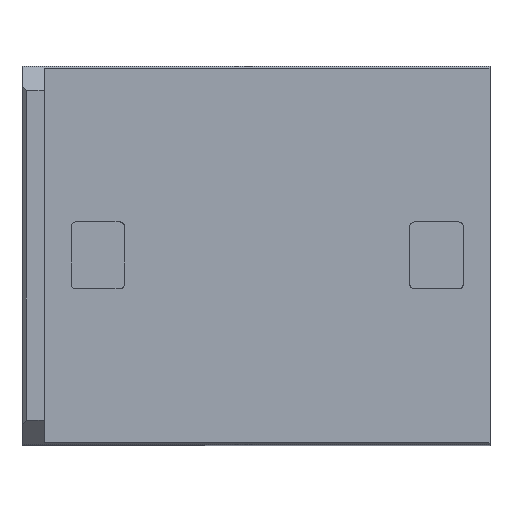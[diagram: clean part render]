
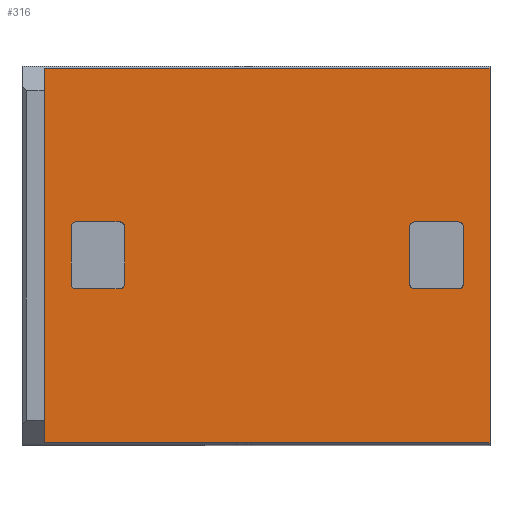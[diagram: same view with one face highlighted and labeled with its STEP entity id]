
A CAD part, top view. The second image highlights one B-rep face of the part: STEP entity #316.
In plain terms, the highlighted planar face has unit normal (0, 0, 1).
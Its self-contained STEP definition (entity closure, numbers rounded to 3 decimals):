
#86=LINE('',#1517,#171);
#90=LINE('',#1527,#175);
#93=LINE('',#1535,#178);
#96=LINE('',#1543,#181);
#102=LINE('',#1566,#187);
#106=LINE('',#1576,#191);
#109=LINE('',#1584,#194);
#112=LINE('',#1592,#197);
#119=LINE('',#1609,#204);
#121=LINE('',#1613,#206);
#154=LINE('',#1679,#239);
#155=LINE('',#1681,#240);
#171=VECTOR('',#1048,1.);
#175=VECTOR('',#1058,1.);
#178=VECTOR('',#1067,1.);
#181=VECTOR('',#1076,1.);
#187=VECTOR('',#1098,1.);
#191=VECTOR('',#1108,1.);
#194=VECTOR('',#1117,1.);
#197=VECTOR('',#1126,1.);
#204=VECTOR('',#1139,1.);
#206=VECTOR('',#1143,1.);
#239=VECTOR('',#1196,1.);
#240=VECTOR('',#1199,1.);
#269=PLANE('',#980);
#316=ADVANCED_FACE('',(#372,#373,#374),#269,.F.);
#350=CIRCLE('',#940,1.);
#351=CIRCLE('',#943,1.);
#352=CIRCLE('',#946,1.);
#353=CIRCLE('',#949,1.);
#358=CIRCLE('',#957,1.);
#359=CIRCLE('',#960,1.);
#360=CIRCLE('',#963,1.);
#361=CIRCLE('',#966,1.);
#372=FACE_BOUND('',#426,.T.);
#373=FACE_BOUND('',#427,.T.);
#374=FACE_BOUND('',#428,.T.);
#426=EDGE_LOOP('',(#616,#617,#618,#619,#620,#621,#622,#623));
#427=EDGE_LOOP('',(#624,#625,#626,#627,#628,#629,#630,#631));
#428=EDGE_LOOP('',(#632,#633,#634,#635));
#616=ORIENTED_EDGE('',*,*,#793,.T.);
#617=ORIENTED_EDGE('',*,*,#808,.T.);
#618=ORIENTED_EDGE('',*,*,#806,.T.);
#619=ORIENTED_EDGE('',*,*,#804,.T.);
#620=ORIENTED_EDGE('',*,*,#802,.T.);
#621=ORIENTED_EDGE('',*,*,#800,.T.);
#622=ORIENTED_EDGE('',*,*,#798,.T.);
#623=ORIENTED_EDGE('',*,*,#796,.T.);
#624=ORIENTED_EDGE('',*,*,#817,.T.);
#625=ORIENTED_EDGE('',*,*,#832,.T.);
#626=ORIENTED_EDGE('',*,*,#830,.T.);
#627=ORIENTED_EDGE('',*,*,#828,.T.);
#628=ORIENTED_EDGE('',*,*,#826,.T.);
#629=ORIENTED_EDGE('',*,*,#824,.T.);
#630=ORIENTED_EDGE('',*,*,#822,.T.);
#631=ORIENTED_EDGE('',*,*,#820,.T.);
#632=ORIENTED_EDGE('',*,*,#874,.T.);
#633=ORIENTED_EDGE('',*,*,#838,.T.);
#634=ORIENTED_EDGE('',*,*,#873,.F.);
#635=ORIENTED_EDGE('',*,*,#840,.T.);
#706=VERTEX_POINT('',#1518);
#707=VERTEX_POINT('',#1519);
#708=VERTEX_POINT('',#1524);
#709=VERTEX_POINT('',#1528);
#710=VERTEX_POINT('',#1532);
#711=VERTEX_POINT('',#1536);
#712=VERTEX_POINT('',#1540);
#713=VERTEX_POINT('',#1544);
#722=VERTEX_POINT('',#1567);
#723=VERTEX_POINT('',#1568);
#724=VERTEX_POINT('',#1573);
#725=VERTEX_POINT('',#1577);
#726=VERTEX_POINT('',#1581);
#727=VERTEX_POINT('',#1585);
#728=VERTEX_POINT('',#1589);
#729=VERTEX_POINT('',#1593);
#735=VERTEX_POINT('',#1608);
#736=VERTEX_POINT('',#1610);
#737=VERTEX_POINT('',#1614);
#738=VERTEX_POINT('',#1615);
#793=EDGE_CURVE('',#706,#707,#86,.T.);
#796=EDGE_CURVE('',#708,#706,#350,.T.);
#798=EDGE_CURVE('',#709,#708,#90,.T.);
#800=EDGE_CURVE('',#710,#709,#351,.T.);
#802=EDGE_CURVE('',#711,#710,#93,.T.);
#804=EDGE_CURVE('',#712,#711,#352,.T.);
#806=EDGE_CURVE('',#713,#712,#96,.T.);
#808=EDGE_CURVE('',#707,#713,#353,.T.);
#817=EDGE_CURVE('',#722,#723,#102,.T.);
#820=EDGE_CURVE('',#724,#722,#358,.T.);
#822=EDGE_CURVE('',#725,#724,#106,.T.);
#824=EDGE_CURVE('',#726,#725,#359,.T.);
#826=EDGE_CURVE('',#727,#726,#109,.T.);
#828=EDGE_CURVE('',#728,#727,#360,.T.);
#830=EDGE_CURVE('',#729,#728,#112,.T.);
#832=EDGE_CURVE('',#723,#729,#361,.T.);
#838=EDGE_CURVE('',#736,#735,#119,.T.);
#840=EDGE_CURVE('',#737,#738,#121,.T.);
#873=EDGE_CURVE('',#737,#735,#154,.T.);
#874=EDGE_CURVE('',#738,#736,#155,.T.);
#940=AXIS2_PLACEMENT_3D('',#1523,#1053,#1054);
#943=AXIS2_PLACEMENT_3D('',#1531,#1062,#1063);
#946=AXIS2_PLACEMENT_3D('',#1539,#1071,#1072);
#949=AXIS2_PLACEMENT_3D('',#1547,#1080,#1081);
#957=AXIS2_PLACEMENT_3D('',#1572,#1103,#1104);
#960=AXIS2_PLACEMENT_3D('',#1580,#1112,#1113);
#963=AXIS2_PLACEMENT_3D('',#1588,#1121,#1122);
#966=AXIS2_PLACEMENT_3D('',#1596,#1130,#1131);
#980=AXIS2_PLACEMENT_3D('',#1682,#1200,#1201);
#1048=DIRECTION('',(0.,1.,0.));
#1053=DIRECTION('',(0.,0.,-1.));
#1054=DIRECTION('',(1.,0.,0.));
#1058=DIRECTION('',(-1.,0.,0.));
#1062=DIRECTION('',(0.,0.,-1.));
#1063=DIRECTION('',(-1.,0.,0.));
#1067=DIRECTION('',(0.,-1.,0.));
#1071=DIRECTION('',(0.,0.,-1.));
#1072=DIRECTION('',(-1.,0.,0.));
#1076=DIRECTION('',(1.,0.,0.));
#1080=DIRECTION('',(0.,0.,-1.));
#1081=DIRECTION('',(1.,0.,0.));
#1098=DIRECTION('',(0.,1.,0.));
#1103=DIRECTION('',(0.,0.,-1.));
#1104=DIRECTION('',(1.,0.,0.));
#1108=DIRECTION('',(-1.,0.,0.));
#1112=DIRECTION('',(0.,0.,-1.));
#1113=DIRECTION('',(-1.,0.,0.));
#1117=DIRECTION('',(0.,-1.,0.));
#1121=DIRECTION('',(0.,0.,-1.));
#1122=DIRECTION('',(-1.,0.,0.));
#1126=DIRECTION('',(1.,0.,0.));
#1130=DIRECTION('',(0.,0.,-1.));
#1131=DIRECTION('',(1.,0.,0.));
#1139=DIRECTION('',(-1.,0.,0.));
#1143=DIRECTION('',(1.,0.,0.));
#1196=DIRECTION('',(0.,1.,0.));
#1199=DIRECTION('',(0.,1.,0.));
#1200=DIRECTION('',(0.,0.,-1.));
#1201=DIRECTION('',(-1.,0.,0.));
#1517=CARTESIAN_POINT('',(6.,-6.5,0.));
#1518=CARTESIAN_POINT('',(6.,-6.5,0.));
#1519=CARTESIAN_POINT('',(6.,6.5,0.));
#1523=CARTESIAN_POINT('',(7.,-6.5,0.));
#1524=CARTESIAN_POINT('',(7.,-7.5,0.));
#1527=CARTESIAN_POINT('',(17.,-7.5,0.));
#1528=CARTESIAN_POINT('',(17.,-7.5,0.));
#1531=CARTESIAN_POINT('',(17.,-6.5,0.));
#1532=CARTESIAN_POINT('',(18.,-6.5,0.));
#1535=CARTESIAN_POINT('',(18.,6.5,0.));
#1536=CARTESIAN_POINT('',(18.,6.5,0.));
#1539=CARTESIAN_POINT('',(17.,6.5,0.));
#1540=CARTESIAN_POINT('',(17.,7.5,0.));
#1543=CARTESIAN_POINT('',(7.,7.5,0.));
#1544=CARTESIAN_POINT('',(7.,7.5,0.));
#1547=CARTESIAN_POINT('',(7.,6.5,0.));
#1566=CARTESIAN_POINT('',(82.,-6.5,0.));
#1567=CARTESIAN_POINT('',(82.,-6.5,0.));
#1568=CARTESIAN_POINT('',(82.,6.5,0.));
#1572=CARTESIAN_POINT('',(83.,-6.5,0.));
#1573=CARTESIAN_POINT('',(83.,-7.5,0.));
#1576=CARTESIAN_POINT('',(93.,-7.5,0.));
#1577=CARTESIAN_POINT('',(93.,-7.5,0.));
#1580=CARTESIAN_POINT('',(93.,-6.5,0.));
#1581=CARTESIAN_POINT('',(94.,-6.5,0.));
#1584=CARTESIAN_POINT('',(94.,6.5,0.));
#1585=CARTESIAN_POINT('',(94.,6.5,0.));
#1588=CARTESIAN_POINT('',(93.,6.5,0.));
#1589=CARTESIAN_POINT('',(93.,7.5,0.));
#1592=CARTESIAN_POINT('',(83.,7.5,0.));
#1593=CARTESIAN_POINT('',(83.,7.5,0.));
#1596=CARTESIAN_POINT('',(83.,6.5,0.));
#1608=CARTESIAN_POINT('',(0.,42.,0.));
#1609=CARTESIAN_POINT('',(100.,42.,0.));
#1610=CARTESIAN_POINT('',(100.,42.,0.));
#1613=CARTESIAN_POINT('',(100.,-42.,0.));
#1614=CARTESIAN_POINT('',(0.,-42.,0.));
#1615=CARTESIAN_POINT('',(100.,-42.,0.));
#1679=CARTESIAN_POINT('',(0.,-42.5,0.));
#1681=CARTESIAN_POINT('',(100.,-42.5,0.));
#1682=CARTESIAN_POINT('',(100.,-42.5,0.));
